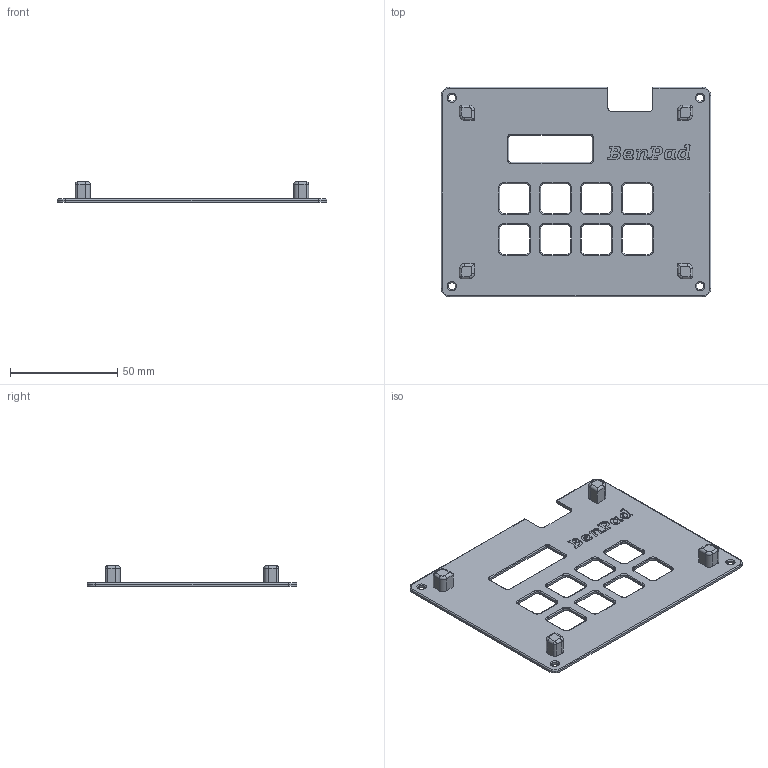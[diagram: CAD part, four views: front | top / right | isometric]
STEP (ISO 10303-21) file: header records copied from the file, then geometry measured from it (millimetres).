
FILE_DESCRIPTION(/* description */ ('STEP AP242','CAx-IF Rec.Pracs.---Representation and Presentation of Product Manufacturing Information (PMI)---4.0---2014-10-13','CAx-IF Rec.Pracs.---3D Tessellated Geometry---0.4---2014-09-14','2;1'),/* implementation_level */ '2;1');
FILE_NAME(/* name */ '6858b47e2b4ff820b9a332b7',/* time_stamp */ '2025-06-23T01:57:19Z',/* author */ (''),/* organization */ (''),/* preprocessor_version */ 'ST-DEVELOPER v20',/* originating_system */ 'ONSHAPE BY PTC INC, 1.199',/* authorisation */ ' ');
FILE_SCHEMA (('AP242_MANAGED_MODEL_BASED_3D_ENGINEERING_MIM_LF { 1 0 10303 442 1 1 4 }'));
Length unit declared in the file: metre
Products named in the file (1): Part 1
Bounding box: 125.72 x 97.82 x 9.5 mm (x, y, z)
Volume: 16319.9 mm3; surface area: 22122.7 mm2
Topology: 1 solids, 1 shells, 481 faces, 1277 edges, 810 vertices
Faces by surface type: cylinder 170, bspline 131, plane 124, torus 52, sphere 4
Full cylindrical faces by diameter (mm): 3.4 x4
Entity records: 15365 total; most frequent: CARTESIAN_POINT 3998, ORIENTED_EDGE 2530, DIRECTION 2093, EDGE_CURVE 1265, VERTEX_POINT 810, AXIS2_PLACEMENT_3D 739, LINE 615, VECTOR 615
